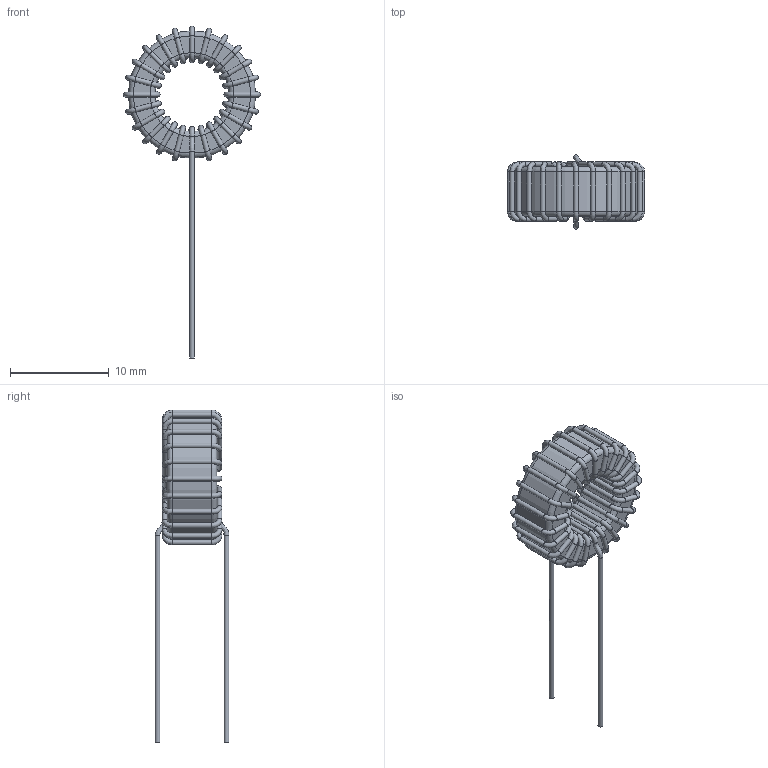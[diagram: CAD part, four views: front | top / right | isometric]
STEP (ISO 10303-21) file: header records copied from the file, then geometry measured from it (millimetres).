
FILE_DESCRIPTION(/* description */ ('Unknown'),/* implementation_level */ '2;1');
FILE_NAME(/* name */ '7447028',/* time_stamp */ '2017-08-29T17:28:00+08:00',/* author */ ('Unknown'),/* organization */ ('Unknown'),/* preprocessor_version */ 'ST-DEVELOPER v16.7',/* originating_system */ 'DEX',/* authorisation */ $);
FILE_SCHEMA (('AUTOMOTIVE_DESIGN {1 0 10303 214 3 1 1}'));
Length unit declared in the file: millimetre
Products named in the file (3): 7447028; turns; Core-T50
Assembly tree (2 placements, depth 2):
  7447028
    turns
    Core-T50
Bounding box: 13.92 x 7.5 x 33.69 mm (x, y, z)
Volume: 512.7 mm3; surface area: 1144.1 mm2
Topology: 2 solids, 2 shells, 201 faces, 400 edges, 203 vertices
Faces by surface type: cylinder 97, torus 51, bspline 49, plane 4
Full cylindrical faces by diameter (mm): 0.5 x95, 7.5 x1, 12.9 x1
Entity records: 9304 total; most frequent: CARTESIAN_POINT 4568, DIRECTION 710, ORIENTED_EDGE 400, EDGE_LOOP 400, FACE_BOUND 400, AXIS2_PLACEMENT_3D 355, STYLED_ITEM 201, PRESENTATION_STYLE_ASSIGNMENT 201
